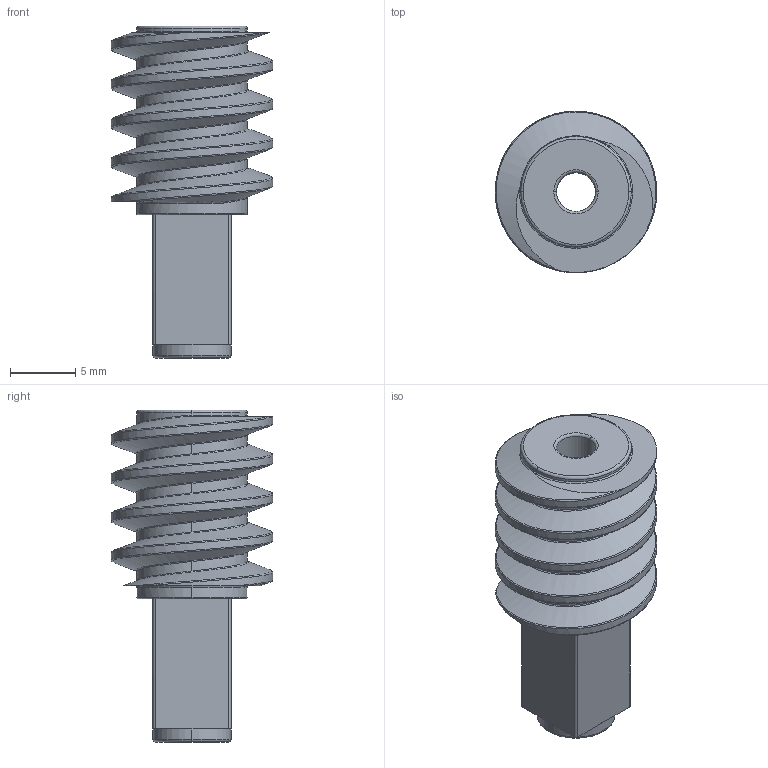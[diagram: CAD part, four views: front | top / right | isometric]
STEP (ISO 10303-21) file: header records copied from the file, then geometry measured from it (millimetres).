
FILE_DESCRIPTION (( 'STEP AP203' ), '1' );
FILE_NAME ('Moby-RH-1_Défaut_sldprt.STEP', '2019-11-01T12:18:14', ( '' ), ( '' ), 'SwSTEP 2.0', 'SolidWorks 2017', '' );
FILE_SCHEMA (( 'CONFIG_CONTROL_DESIGN' ));
Length unit declared in the file: millimetre
Products named in the file (1): Moby-RH-1_Défaut_sldprt
Bounding box: 12.4 x 12.4 x 25.5 mm (x, y, z)
Volume: 1410.8 mm3; surface area: 1488.3 mm2
Topology: 1 solids, 1 shells, 63 faces, 158 edges, 97 vertices
Faces by surface type: cylinder 19, torus 17, plane 16, bspline 11
Entity records: 9738 total; most frequent: CARTESIAN_POINT 8227, ORIENTED_EDGE 316, DIRECTION 292, EDGE_CURVE 158, AXIS2_PLACEMENT_3D 128, VERTEX_POINT 97, CIRCLE 75, EDGE_LOOP 65
